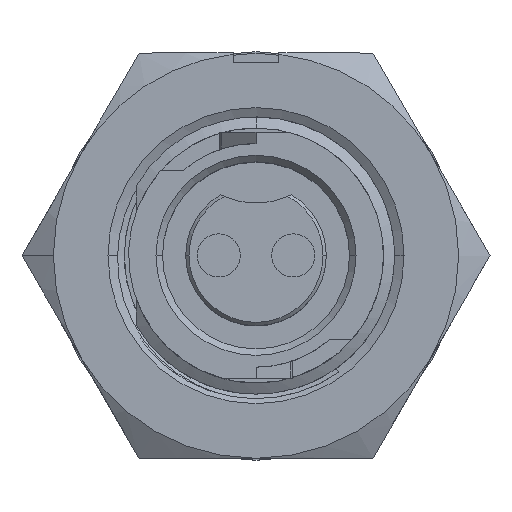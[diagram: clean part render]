
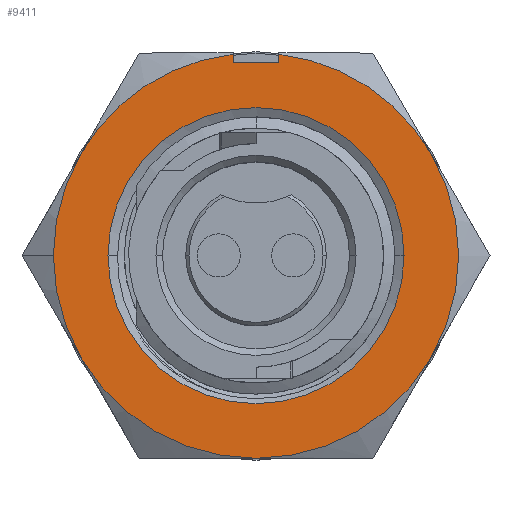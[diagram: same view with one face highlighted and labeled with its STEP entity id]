
A CAD part, top view. The second image highlights one B-rep face of the part: STEP entity #9411.
In plain terms, the highlighted planar face has unit normal (0, 0, 1).
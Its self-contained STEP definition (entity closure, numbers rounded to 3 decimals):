
#221 = AXIS2_PLACEMENT_3D ( 'NONE', #2972, #6951, #991 ) ;
#373 = VERTEX_POINT ( 'NONE', #2974 ) ;
#405 = CARTESIAN_POINT ( 'NONE',  ( 0., -15.748, 9.186 ) ) ;
#583 = CARTESIAN_POINT ( 'NONE',  ( -0.889, 7.493, 9.186 ) ) ;
#782 = CIRCLE ( 'NONE', #1184, 7.874 ) ;
#991 = DIRECTION ( 'NONE',  ( -1., 0., 0. ) ) ;
#1184 = AXIS2_PLACEMENT_3D ( 'NONE', #8710, #2924, #4973 ) ;
#1272 = DIRECTION ( 'NONE',  ( 0., 0., -1. ) ) ;
#1414 = EDGE_CURVE ( 'NONE', #5382, #2939, #5895, .T. ) ;
#1441 = CARTESIAN_POINT ( 'NONE',  ( 6.819, 3.937, 9.186 ) ) ;
#1506 = CARTESIAN_POINT ( 'NONE',  ( 0.889, 7.493, 9.186 ) ) ;
#1507 = FACE_BOUND ( 'NONE', #11470, .T. ) ;
#1987 = DIRECTION ( 'NONE',  ( 0., 1., 0. ) ) ;
#2059 = DIRECTION ( 'NONE',  ( 0., -1., 0. ) ) ;
#2119 = DIRECTION ( 'NONE',  ( -1., 0., 0. ) ) ;
#2358 = CARTESIAN_POINT ( 'NONE',  ( 6.819, -3.937, 9.186 ) ) ;
#2882 = LINE ( 'NONE', #2940, #9652 ) ;
#2891 = CARTESIAN_POINT ( 'NONE',  ( 0., -7.874, 9.186 ) ) ;
#2899 = DIRECTION ( 'NONE',  ( -1., 0., 0. ) ) ;
#2914 = ORIENTED_EDGE ( 'NONE', *, *, #4779, .F. ) ;
#2924 = DIRECTION ( 'NONE',  ( 0., 0., -1. ) ) ;
#2939 = VERTEX_POINT ( 'NONE', #3266 ) ;
#2940 = CARTESIAN_POINT ( 'NONE',  ( 0.889, 8.938, 9.186 ) ) ;
#2972 = CARTESIAN_POINT ( 'NONE',  ( 0., 0., 9.186 ) ) ;
#2974 = CARTESIAN_POINT ( 'NONE',  ( -7.874, 0., 9.186 ) ) ;
#3247 = VERTEX_POINT ( 'NONE', #5451 ) ;
#3266 = CARTESIAN_POINT ( 'NONE',  ( -5.753, 0., 9.186 ) ) ;
#3306 = DIRECTION ( 'NONE',  ( -1., 0., 0. ) ) ;
#3357 = DIRECTION ( 'NONE',  ( 0., 0., -1. ) ) ;
#3420 = DIRECTION ( 'NONE',  ( -1., 0., 0. ) ) ;
#3475 = VERTEX_POINT ( 'NONE', #2358 ) ;
#3505 = CIRCLE ( 'NONE', #12253, 5.753 ) ;
#3811 = VERTEX_POINT ( 'NONE', #6399 ) ;
#4080 = CARTESIAN_POINT ( 'NONE',  ( -6.819, -3.937, 9.186 ) ) ;
#4383 = DIRECTION ( 'NONE',  ( 0., 0., -1. ) ) ;
#4465 = AXIS2_PLACEMENT_3D ( 'NONE', #4513, #4383, #6440 ) ;
#4499 = AXIS2_PLACEMENT_3D ( 'NONE', #4883, #8018, #2119 ) ;
#4513 = CARTESIAN_POINT ( 'NONE',  ( 0., 0., 9.186 ) ) ;
#4640 = CARTESIAN_POINT ( 'NONE',  ( -0.889, 7.493, 9.186 ) ) ;
#4779 = EDGE_CURVE ( 'NONE', #373, #3247, #11493, .T. ) ;
#4883 = CARTESIAN_POINT ( 'NONE',  ( 0., 0., 9.186 ) ) ;
#4973 = DIRECTION ( 'NONE',  ( -1., 0., 0. ) ) ;
#5059 = CARTESIAN_POINT ( 'NONE',  ( -0.889, 8.938, 9.186 ) ) ;
#5180 = DIRECTION ( 'NONE',  ( -1., 0., 0. ) ) ;
#5382 = VERTEX_POINT ( 'NONE', #10219 ) ;
#5451 = CARTESIAN_POINT ( 'NONE',  ( -6.819, 3.937, 9.186 ) ) ;
#5493 = AXIS2_PLACEMENT_3D ( 'NONE', #7288, #9221, #3306 ) ;
#5617 = DIRECTION ( 'NONE',  ( 0., 0., -1. ) ) ;
#5739 = EDGE_CURVE ( 'NONE', #3247, #8586, #11231, .T. ) ;
#5895 = CIRCLE ( 'NONE', #6508, 5.753 ) ;
#5934 = CIRCLE ( 'NONE', #4499, 7.874 ) ;
#6247 = VERTEX_POINT ( 'NONE', #583 ) ;
#6266 = AXIS2_PLACEMENT_3D ( 'NONE', #405, #3357, #3420 ) ;
#6399 = CARTESIAN_POINT ( 'NONE',  ( 0.889, 7.824, 9.186 ) ) ;
#6440 = DIRECTION ( 'NONE',  ( -1., 0., 0. ) ) ;
#6508 = AXIS2_PLACEMENT_3D ( 'NONE', #12287, #5617, #11392 ) ;
#6600 = ORIENTED_EDGE ( 'NONE', *, *, #7472, .T. ) ;
#6664 = EDGE_CURVE ( 'NONE', #9409, #3475, #6986, .T. ) ;
#6951 = DIRECTION ( 'NONE',  ( 0., 0., -1. ) ) ;
#6986 = CIRCLE ( 'NONE', #221, 7.874 ) ;
#7012 = ORIENTED_EDGE ( 'NONE', *, *, #7696, .F. ) ;
#7250 = VERTEX_POINT ( 'NONE', #2891 ) ;
#7288 = CARTESIAN_POINT ( 'NONE',  ( 0., 0., 9.186 ) ) ;
#7337 = CIRCLE ( 'NONE', #4465, 7.874 ) ;
#7472 = EDGE_CURVE ( 'NONE', #2939, #5382, #3505, .T. ) ;
#7696 = EDGE_CURVE ( 'NONE', #7250, #9373, #782, .T. ) ;
#7895 = ORIENTED_EDGE ( 'NONE', *, *, #9618, .F. ) ;
#7931 = DIRECTION ( 'NONE',  ( -1., 0., 0. ) ) ;
#7977 = ORIENTED_EDGE ( 'NONE', *, *, #9531, .F. ) ;
#8018 = DIRECTION ( 'NONE',  ( 0., 0., -1. ) ) ;
#8019 = VERTEX_POINT ( 'NONE', #1506 ) ;
#8020 = EDGE_CURVE ( 'NONE', #6247, #8019, #8370, .T. ) ;
#8075 = EDGE_CURVE ( 'NONE', #3811, #9409, #7337, .T. ) ;
#8211 = ORIENTED_EDGE ( 'NONE', *, *, #8020, .F. ) ;
#8370 = LINE ( 'NONE', #4640, #10641 ) ;
#8586 = VERTEX_POINT ( 'NONE', #8755 ) ;
#8587 = CARTESIAN_POINT ( 'NONE',  ( 0., 0., 9.186 ) ) ;
#8686 = DIRECTION ( 'NONE',  ( 0., 0., -1. ) ) ;
#8710 = CARTESIAN_POINT ( 'NONE',  ( 0., 0., 9.186 ) ) ;
#8755 = CARTESIAN_POINT ( 'NONE',  ( -0.889, 7.824, 9.186 ) ) ;
#9221 = DIRECTION ( 'NONE',  ( 0., 0., -1. ) ) ;
#9224 = VECTOR ( 'NONE', #2059, 1000. ) ;
#9373 = VERTEX_POINT ( 'NONE', #4080 ) ;
#9409 = VERTEX_POINT ( 'NONE', #1441 ) ;
#9411 = ADVANCED_FACE ( 'NONE', ( #1507, #11261 ), #11325, .F. ) ;
#9531 = EDGE_CURVE ( 'NONE', #3475, #7250, #5934, .T. ) ;
#9618 = EDGE_CURVE ( 'NONE', #8586, #6247, #12715, .T. ) ;
#9652 = VECTOR ( 'NONE', #1987, 1000. ) ;
#9667 = AXIS2_PLACEMENT_3D ( 'NONE', #11507, #8686, #2899 ) ;
#9760 = ORIENTED_EDGE ( 'NONE', *, *, #5739, .F. ) ;
#9846 = AXIS2_PLACEMENT_3D ( 'NONE', #8587, #11343, #7931 ) ;
#9885 = EDGE_CURVE ( 'NONE', #9373, #373, #11881, .T. ) ;
#10219 = CARTESIAN_POINT ( 'NONE',  ( 5.753, 0., 9.186 ) ) ;
#10242 = DIRECTION ( 'NONE',  ( 1., 0., 0. ) ) ;
#10369 = EDGE_CURVE ( 'NONE', #8019, #3811, #2882, .T. ) ;
#10641 = VECTOR ( 'NONE', #10242, 1000. ) ;
#10659 = ORIENTED_EDGE ( 'NONE', *, *, #1414, .T. ) ;
#10891 = EDGE_LOOP ( 'NONE', ( #11872, #10963, #8211, #7895, #9760, #2914, #11572, #7012, #7977, #11213 ) ) ;
#10963 = ORIENTED_EDGE ( 'NONE', *, *, #10369, .F. ) ;
#11213 = ORIENTED_EDGE ( 'NONE', *, *, #6664, .F. ) ;
#11231 = CIRCLE ( 'NONE', #5493, 7.874 ) ;
#11261 = FACE_OUTER_BOUND ( 'NONE', #10891, .T. ) ;
#11325 = PLANE ( 'NONE',  #6266 ) ;
#11343 = DIRECTION ( 'NONE',  ( 0., 0., -1. ) ) ;
#11392 = DIRECTION ( 'NONE',  ( -1., 0., 0. ) ) ;
#11470 = EDGE_LOOP ( 'NONE', ( #10659, #6600 ) ) ;
#11493 = CIRCLE ( 'NONE', #9667, 7.874 ) ;
#11507 = CARTESIAN_POINT ( 'NONE',  ( 0., 0., 9.186 ) ) ;
#11572 = ORIENTED_EDGE ( 'NONE', *, *, #9885, .F. ) ;
#11872 = ORIENTED_EDGE ( 'NONE', *, *, #8075, .F. ) ;
#11881 = CIRCLE ( 'NONE', #9846, 7.874 ) ;
#11987 = CARTESIAN_POINT ( 'NONE',  ( 0., 0., 9.186 ) ) ;
#12253 = AXIS2_PLACEMENT_3D ( 'NONE', #11987, #1272, #5180 ) ;
#12287 = CARTESIAN_POINT ( 'NONE',  ( 0., 0., 9.186 ) ) ;
#12715 = LINE ( 'NONE', #5059, #9224 ) ;
